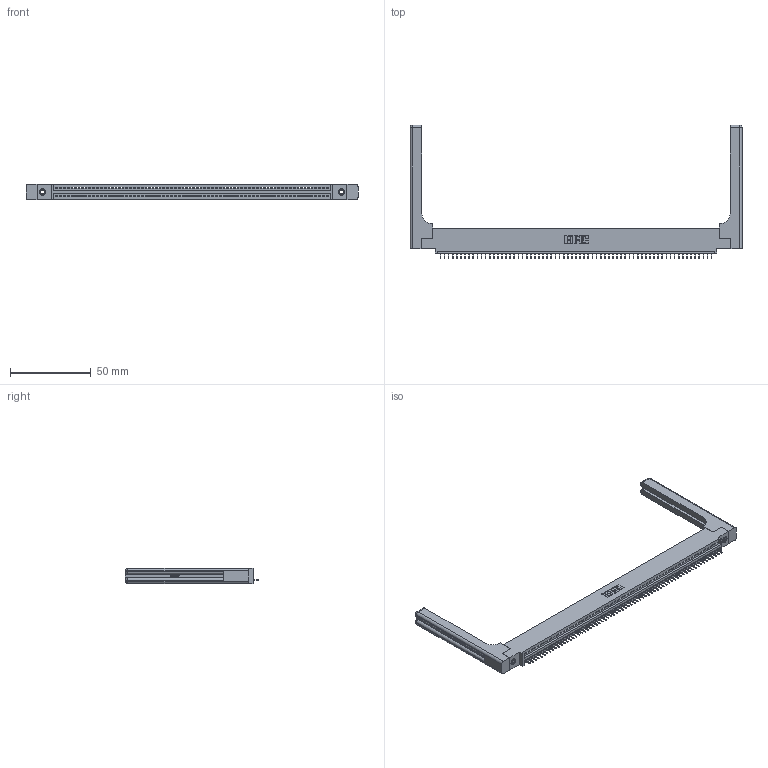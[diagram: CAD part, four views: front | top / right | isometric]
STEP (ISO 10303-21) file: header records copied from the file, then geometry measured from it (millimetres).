
FILE_DESCRIPTION (( 'STEP AP203' ), '1' );
FILE_NAME ('345-067-525-458.STEP', '2020-09-21T05:01:35', ( '' ), ( '' ), 'SwSTEP 2.0', 'SolidWorks 2020', '' );
FILE_SCHEMA (( 'CONFIG_CONTROL_DESIGN' ));
Length unit declared in the file: inch
Products named in the file (5): 345 Part_0.110 Offset - 0.156 Dia-TH; 345-292-001_345-293-125; 345-250-001_345-250-001-102; 345-220-058_345-220-058; 345-067-525-458
Assembly tree (72 placements, depth 2):
  345-067-525-458
    345 Part_0.110 Offset - 0.156 Dia-TH
    345-292-001_345-293-125  x67
    345-250-001_345-250-001-102  x2
    345-220-058_345-220-058  x2
Bounding box: 205.21 x 82.47 x 9.4 mm (x, y, z)
Volume: 27853.6 mm3; surface area: 30527.5 mm2
Topology: 72 solids, 72 shells, 4540 faces, 13079 edges, 8430 vertices
Faces by surface type: plane 3314, cylinder 1166, bspline 36, cone 12, sphere 8, torus 4
Entity records: 52448 total; most frequent: CARTESIAN_POINT 10054, ORIENTED_EDGE 8852, DIRECTION 7692, EDGE_CURVE 4426, VECTOR 3938, LINE 3938, VERTEX_POINT 2938, AXIS2_PLACEMENT_3D 1877
